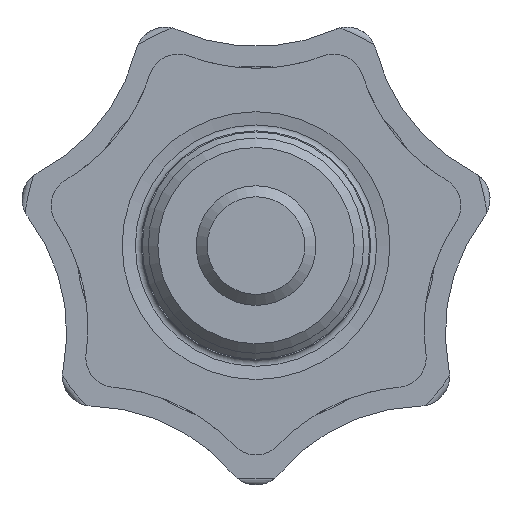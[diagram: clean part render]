
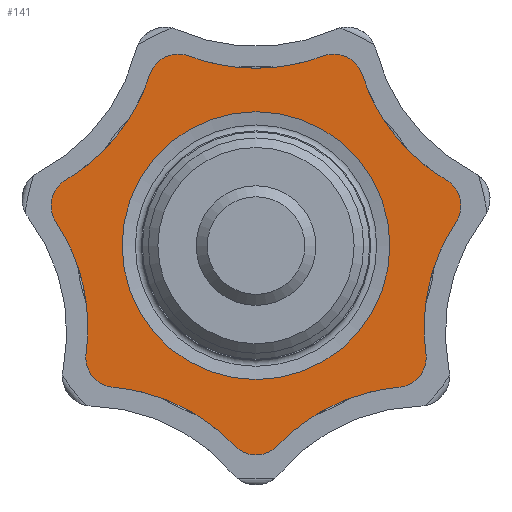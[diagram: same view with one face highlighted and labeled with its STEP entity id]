
A CAD part, front view. The second image highlights one B-rep face of the part: STEP entity #141.
In plain terms, the highlighted planar face has unit normal (0, -1, 0).
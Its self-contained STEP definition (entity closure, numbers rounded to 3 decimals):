
#141 = ADVANCED_FACE( '', ( #310, #311 ), #312, .F. );
#310 = FACE_OUTER_BOUND( '', #502, .T. );
#311 = FACE_BOUND( '', #503, .T. );
#312 = PLANE( '', #504 );
#502 = EDGE_LOOP( '', ( #822, #823, #824, #825, #826, #827, #828, #829, #830, #831, #832, #833, #834, #835 ) );
#503 = EDGE_LOOP( '', ( #836 ) );
#504 = AXIS2_PLACEMENT_3D( '', #837, #838, #839 );
#822 = ORIENTED_EDGE( '', *, *, #1204, .T. );
#823 = ORIENTED_EDGE( '', *, *, #1145, .F. );
#824 = ORIENTED_EDGE( '', *, *, #1159, .T. );
#825 = ORIENTED_EDGE( '', *, *, #1235, .F. );
#826 = ORIENTED_EDGE( '', *, *, #1249, .T. );
#827 = ORIENTED_EDGE( '', *, *, #1250, .F. );
#828 = ORIENTED_EDGE( '', *, *, #1251, .T. );
#829 = ORIENTED_EDGE( '', *, *, #1216, .F. );
#830 = ORIENTED_EDGE( '', *, *, #1198, .T. );
#831 = ORIENTED_EDGE( '', *, *, #1212, .F. );
#832 = ORIENTED_EDGE( '', *, *, #1252, .T. );
#833 = ORIENTED_EDGE( '', *, *, #1131, .F. );
#834 = ORIENTED_EDGE( '', *, *, #1253, .T. );
#835 = ORIENTED_EDGE( '', *, *, #1254, .F. );
#836 = ORIENTED_EDGE( '', *, *, #1225, .F. );
#837 = CARTESIAN_POINT( '', ( -20.893, 21.4, -8.107 ) );
#838 = DIRECTION( '', ( 0., 1., 0. ) );
#839 = DIRECTION( '', ( 0., 0., 1. ) );
#1131 = EDGE_CURVE( '', #1347, #1342, #1349, .T. );
#1145 = EDGE_CURVE( '', #1372, #1367, #1374, .T. );
#1159 = EDGE_CURVE( '', #1372, #1395, #1398, .T. );
#1198 = EDGE_CURVE( '', #1464, #1461, #1465, .T. );
#1204 = EDGE_CURVE( '', #1474, #1367, #1475, .T. );
#1212 = EDGE_CURVE( '', #1486, #1461, #1488, .T. );
#1216 = EDGE_CURVE( '', #1464, #1490, #1494, .T. );
#1225 = EDGE_CURVE( '', #1505, #1505, #1506, .F. );
#1235 = EDGE_CURVE( '', #1519, #1395, #1521, .T. );
#1249 = EDGE_CURVE( '', #1519, #1542, #1543, .T. );
#1250 = EDGE_CURVE( '', #1544, #1542, #1545, .T. );
#1251 = EDGE_CURVE( '', #1544, #1490, #1546, .T. );
#1252 = EDGE_CURVE( '', #1486, #1342, #1547, .T. );
#1253 = EDGE_CURVE( '', #1347, #1548, #1549, .T. );
#1254 = EDGE_CURVE( '', #1474, #1548, #1550, .T. );
#1342 = VERTEX_POINT( '', #1690 );
#1347 = VERTEX_POINT( '', #1696 );
#1349 = CIRCLE( '', #1699, 2.5 );
#1367 = VERTEX_POINT( '', #1762 );
#1372 = VERTEX_POINT( '', #1768 );
#1374 = CIRCLE( '', #1771, 2.5 );
#1395 = VERTEX_POINT( '', #1830 );
#1398 = CIRCLE( '', #1834, 16. );
#1461 = VERTEX_POINT( '', #2025 );
#1464 = VERTEX_POINT( '', #2029 );
#1465 = CIRCLE( '', #2030, 16. );
#1474 = VERTEX_POINT( '', #2049 );
#1475 = CIRCLE( '', #2050, 16. );
#1486 = VERTEX_POINT( '', #2070 );
#1488 = CIRCLE( '', #2073, 2.5 );
#1490 = VERTEX_POINT( '', #2075 );
#1494 = CIRCLE( '', #2080, 2.5 );
#1505 = VERTEX_POINT( '', #2119 );
#1506 = CIRCLE( '', #2120, 11.193 );
#1519 = VERTEX_POINT( '', #2133 );
#1521 = CIRCLE( '', #2136, 2.5 );
#1542 = VERTEX_POINT( '', #2194 );
#1543 = CIRCLE( '', #2195, 16. );
#1544 = VERTEX_POINT( '', #2196 );
#1545 = CIRCLE( '', #2197, 2.5 );
#1546 = CIRCLE( '', #2198, 16. );
#1547 = CIRCLE( '', #2199, 16. );
#1548 = VERTEX_POINT( '', #2200 );
#1549 = CIRCLE( '', #2201, 16. );
#1550 = CIRCLE( '', #2202, 2.5 );
#1690 = CARTESIAN_POINT( '', ( -5.629, 21.4, 15.855 ) );
#1696 = CARTESIAN_POINT( '', ( -8.886, 21.4, 14.286 ) );
#1699 = AXIS2_PLACEMENT_3D( '', #2510, #2511, #2512 );
#1762 = CARTESIAN_POINT( '', ( -14.205, 21.4, -9.016 ) );
#1768 = CARTESIAN_POINT( '', ( -11.95, 21.4, -11.842 ) );
#1771 = AXIS2_PLACEMENT_3D( '', #2526, #2527, #2528 );
#1830 = CARTESIAN_POINT( '', ( -1.808, 21.4, -16.727 ) );
#1834 = AXIS2_PLACEMENT_3D( '', #2544, #2545, #2546 );
#2025 = CARTESIAN_POINT( '', ( 8.886, 21.4, 14.286 ) );
#2029 = CARTESIAN_POINT( '', ( 15.905, 21.4, 5.485 ) );
#2030 = AXIS2_PLACEMENT_3D( '', #2591, #2592, #2593 );
#2049 = CARTESIAN_POINT( '', ( -16.71, 21.4, 1.96 ) );
#2050 = AXIS2_PLACEMENT_3D( '', #2601, #2602, #2603 );
#2070 = CARTESIAN_POINT( '', ( 5.629, 21.4, 15.855 ) );
#2073 = AXIS2_PLACEMENT_3D( '', #2615, #2616, #2617 );
#2075 = CARTESIAN_POINT( '', ( 16.71, 21.4, 1.96 ) );
#2080 = AXIS2_PLACEMENT_3D( '', #2622, #2623, #2624 );
#2119 = CARTESIAN_POINT( '', ( 0., 21.4, 11.193 ) );
#2120 = AXIS2_PLACEMENT_3D( '', #2632, #2633, #2634 );
#2133 = CARTESIAN_POINT( '', ( 1.808, 21.4, -16.727 ) );
#2136 = AXIS2_PLACEMENT_3D( '', #2648, #2649, #2650 );
#2194 = CARTESIAN_POINT( '', ( 11.95, 21.4, -11.842 ) );
#2195 = AXIS2_PLACEMENT_3D( '', #2664, #2665, #2666 );
#2196 = CARTESIAN_POINT( '', ( 14.205, 21.4, -9.016 ) );
#2197 = AXIS2_PLACEMENT_3D( '', #2667, #2668, #2669 );
#2198 = AXIS2_PLACEMENT_3D( '', #2670, #2671, #2672 );
#2199 = AXIS2_PLACEMENT_3D( '', #2673, #2674, #2675 );
#2200 = CARTESIAN_POINT( '', ( -15.905, 21.4, 5.485 ) );
#2201 = AXIS2_PLACEMENT_3D( '', #2676, #2677, #2678 );
#2202 = AXIS2_PLACEMENT_3D( '', #2679, #2680, #2681 );
#2510 = CARTESIAN_POINT( '', ( -6.508, 21.4, 13.515 ) );
#2511 = DIRECTION( '', ( 0., 1., 0. ) );
#2512 = DIRECTION( '', ( 1., 0., 0. ) );
#2526 = CARTESIAN_POINT( '', ( -11.727, 21.4, -9.352 ) );
#2527 = DIRECTION( '', ( 0., 1., 0. ) );
#2528 = DIRECTION( '', ( 1., 0., 0. ) );
#2544 = CARTESIAN_POINT( '', ( -13.377, 21.4, -27.779 ) );
#2545 = DIRECTION( '', ( 0., 1., 0. ) );
#2546 = DIRECTION( '', ( 1., 0., 0. ) );
#2591 = CARTESIAN_POINT( '', ( 24.105, 21.4, 19.223 ) );
#2592 = DIRECTION( '', ( 0., 1., 0. ) );
#2593 = DIRECTION( '', ( 1., 0., 0. ) );
#2601 = CARTESIAN_POINT( '', ( -30.059, 21.4, -6.861 ) );
#2602 = DIRECTION( '', ( 0., 1., 0. ) );
#2603 = DIRECTION( '', ( 1., 0., 0. ) );
#2615 = CARTESIAN_POINT( '', ( 6.508, 21.4, 13.515 ) );
#2616 = DIRECTION( '', ( 0., 1., 0. ) );
#2617 = DIRECTION( '', ( 1., 0., 0. ) );
#2622 = CARTESIAN_POINT( '', ( 14.624, 21.4, 3.338 ) );
#2623 = DIRECTION( '', ( 0., 1., 0. ) );
#2624 = DIRECTION( '', ( 1., 0., 0. ) );
#2632 = CARTESIAN_POINT( '', ( 0., 21.4, 0. ) );
#2633 = DIRECTION( '', ( 0., 1., 0. ) );
#2634 = DIRECTION( '', ( 0., 0., 1. ) );
#2648 = CARTESIAN_POINT( '', ( 0., 21.4, -15. ) );
#2649 = DIRECTION( '', ( 0., 1., 0. ) );
#2650 = DIRECTION( '', ( 1., 0., 0. ) );
#2664 = CARTESIAN_POINT( '', ( 13.377, 21.4, -27.779 ) );
#2665 = DIRECTION( '', ( 0., 1., 0. ) );
#2666 = DIRECTION( '', ( 1., 0., 0. ) );
#2667 = CARTESIAN_POINT( '', ( 11.727, 21.4, -9.352 ) );
#2668 = DIRECTION( '', ( 0., 1., 0. ) );
#2669 = DIRECTION( '', ( 1., 0., 0. ) );
#2670 = CARTESIAN_POINT( '', ( 30.059, 21.4, -6.861 ) );
#2671 = DIRECTION( '', ( 0., 1., 0. ) );
#2672 = DIRECTION( '', ( 1., 0., 0. ) );
#2673 = CARTESIAN_POINT( '', ( 0., 21.4, 30.832 ) );
#2674 = DIRECTION( '', ( 0., 1., 0. ) );
#2675 = DIRECTION( '', ( 1., 0., 0. ) );
#2676 = CARTESIAN_POINT( '', ( -24.105, 21.4, 19.223 ) );
#2677 = DIRECTION( '', ( 0., 1., 0. ) );
#2678 = DIRECTION( '', ( 1., 0., 0. ) );
#2679 = CARTESIAN_POINT( '', ( -14.624, 21.4, 3.338 ) );
#2680 = DIRECTION( '', ( 0., 1., 0. ) );
#2681 = DIRECTION( '', ( 1., 0., 0. ) );
